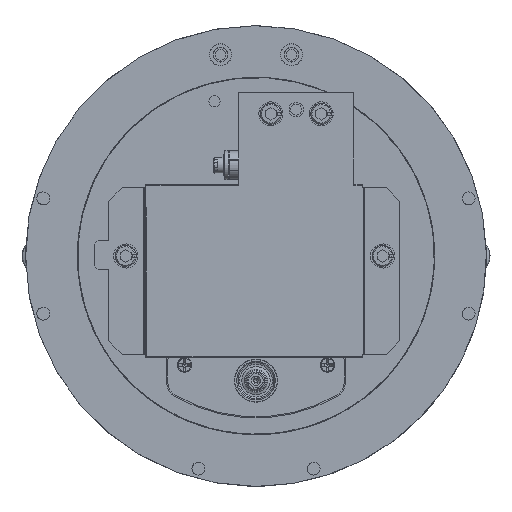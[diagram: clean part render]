
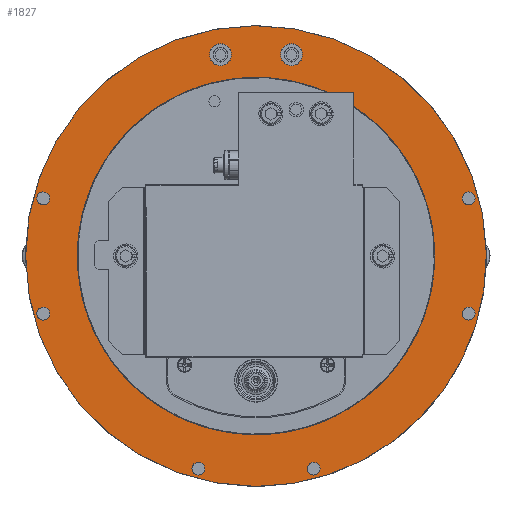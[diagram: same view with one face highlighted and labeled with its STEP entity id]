
A CAD part, left-side view. The second image highlights one B-rep face of the part: STEP entity #1827.
In plain terms, the highlighted face is planar.
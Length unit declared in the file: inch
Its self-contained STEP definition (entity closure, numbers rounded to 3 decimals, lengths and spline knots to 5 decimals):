
#657=LINE('',#32570,#1103);
#658=LINE('',#32572,#1104);
#1103=VECTOR('',#27697,1.);
#1104=VECTOR('',#27698,1.);
#1827=ADVANCED_FACE('F2',(#2382,#2383,#2384,#2385,#2386,#2387,#2388,#2389,
#2390,#2391),#2151,.T.);
#2151=PLANE('',#20840);
#2382=FACE_BOUND('',#2824,.T.);
#2383=FACE_BOUND('',#2825,.T.);
#2384=FACE_BOUND('',#2826,.T.);
#2385=FACE_BOUND('',#2827,.T.);
#2386=FACE_BOUND('',#2828,.T.);
#2387=FACE_BOUND('',#2829,.T.);
#2388=FACE_BOUND('',#2830,.T.);
#2389=FACE_BOUND('',#2831,.T.);
#2390=FACE_BOUND('',#2832,.T.);
#2391=FACE_BOUND('',#2833,.T.);
#2824=EDGE_LOOP('',(#3951,#3952,#3953));
#2825=EDGE_LOOP('',(#3954));
#2826=EDGE_LOOP('',(#3955));
#2827=EDGE_LOOP('',(#3956));
#2828=EDGE_LOOP('',(#3957));
#2829=EDGE_LOOP('',(#3958));
#2830=EDGE_LOOP('',(#3959));
#2831=EDGE_LOOP('',(#3960));
#2832=EDGE_LOOP('',(#3961));
#2833=EDGE_LOOP('',(#3962));
#3951=ORIENTED_EDGE('',*,*,#5850,.F.);
#3952=ORIENTED_EDGE('',*,*,#5851,.F.);
#3953=ORIENTED_EDGE('',*,*,#5842,.F.);
#3954=ORIENTED_EDGE('',*,*,#5852,.F.);
#3955=ORIENTED_EDGE('',*,*,#5853,.T.);
#3956=ORIENTED_EDGE('',*,*,#5854,.T.);
#3957=ORIENTED_EDGE('',*,*,#5855,.T.);
#3958=ORIENTED_EDGE('',*,*,#5856,.T.);
#3959=ORIENTED_EDGE('',*,*,#5857,.T.);
#3960=ORIENTED_EDGE('',*,*,#5858,.T.);
#3961=ORIENTED_EDGE('',*,*,#5859,.T.);
#3962=ORIENTED_EDGE('',*,*,#5860,.T.);
#5120=VERTEX_POINT('',#32546);
#5121=VERTEX_POINT('',#32547);
#5128=VERTEX_POINT('',#32571);
#5129=VERTEX_POINT('',#32574);
#5130=VERTEX_POINT('',#32576);
#5131=VERTEX_POINT('',#32578);
#5132=VERTEX_POINT('',#32580);
#5133=VERTEX_POINT('',#32582);
#5134=VERTEX_POINT('',#32584);
#5135=VERTEX_POINT('',#32586);
#5136=VERTEX_POINT('',#32588);
#5137=VERTEX_POINT('',#32590);
#5842=EDGE_CURVE('E7',#5121,#5120,#6377,.T.);
#5850=EDGE_CURVE('',#5128,#5121,#657,.T.);
#5851=EDGE_CURVE('',#5120,#5128,#658,.T.);
#5852=EDGE_CURVE('',#5129,#5129,#6378,.T.);
#5853=EDGE_CURVE('E13',#5130,#5130,#6379,.T.);
#5854=EDGE_CURVE('E12',#5131,#5131,#6380,.T.);
#5855=EDGE_CURVE('E11',#5132,#5132,#6381,.T.);
#5856=EDGE_CURVE('E10',#5133,#5133,#6382,.T.);
#5857=EDGE_CURVE('E9',#5134,#5134,#6383,.T.);
#5858=EDGE_CURVE('E8',#5135,#5135,#6384,.T.);
#5859=EDGE_CURVE('E6',#5136,#5136,#6385,.T.);
#5860=EDGE_CURVE('E5',#5137,#5137,#6386,.T.);
#6377=CIRCLE('',#20827,1.551);
#6378=CIRCLE('',#20831,2.);
#6379=CIRCLE('',#20832,0.056);
#6380=CIRCLE('',#20833,0.056);
#6381=CIRCLE('',#20834,0.056);
#6382=CIRCLE('',#20835,0.056);
#6383=CIRCLE('',#20836,0.056);
#6384=CIRCLE('',#20837,0.056);
#6385=CIRCLE('',#20838,0.0955);
#6386=CIRCLE('',#20839,0.0955);
#20827=AXIS2_PLACEMENT_3D('',#32548,#27685,#27686);
#20831=AXIS2_PLACEMENT_3D('',#32573,#27699,#27700);
#20832=AXIS2_PLACEMENT_3D('',#32575,#27701,#27702);
#20833=AXIS2_PLACEMENT_3D('',#32577,#27703,#27704);
#20834=AXIS2_PLACEMENT_3D('',#32579,#27705,#27706);
#20835=AXIS2_PLACEMENT_3D('',#32581,#27707,#27708);
#20836=AXIS2_PLACEMENT_3D('',#32583,#27709,#27710);
#20837=AXIS2_PLACEMENT_3D('',#32585,#27711,#27712);
#20838=AXIS2_PLACEMENT_3D('',#32587,#27713,#27714);
#20839=AXIS2_PLACEMENT_3D('',#32589,#27715,#27716);
#20840=AXIS2_PLACEMENT_3D('',#32591,#27717,#27718);
#27685=DIRECTION('',(0.,0.,1.));
#27686=DIRECTION('',(1.,0.,0.));
#27697=DIRECTION('',(0.,1.,0.));
#27698=DIRECTION('',(1.,0.,0.));
#27699=DIRECTION('',(0.,0.,-1.));
#27700=DIRECTION('',(-1.,0.,0.));
#27701=DIRECTION('',(0.,0.,-1.));
#27702=DIRECTION('',(-1.,0.,0.));
#27703=DIRECTION('',(0.,0.,-1.));
#27704=DIRECTION('',(-1.,0.,0.));
#27705=DIRECTION('',(0.,0.,-1.));
#27706=DIRECTION('',(-1.,0.,0.));
#27707=DIRECTION('',(0.,0.,-1.));
#27708=DIRECTION('',(-1.,0.,0.));
#27709=DIRECTION('',(0.,0.,-1.));
#27710=DIRECTION('',(-1.,0.,0.));
#27711=DIRECTION('',(0.,0.,-1.));
#27712=DIRECTION('',(-1.,0.,0.));
#27713=DIRECTION('',(0.,0.,-1.));
#27714=DIRECTION('',(-1.,0.,0.));
#27715=DIRECTION('',(0.,0.,-1.));
#27716=DIRECTION('',(-1.,0.,0.));
#27717=DIRECTION('',(0.,0.,1.));
#27718=DIRECTION('',(-1.,0.,0.));
#32546=CARTESIAN_POINT('',(1.298,-0.849,1.674));
#32547=CARTESIAN_POINT('',(1.421,-0.62158,1.674));
#32548=CARTESIAN_POINT('',(0.,0.,1.674));
#32570=CARTESIAN_POINT('',(1.421,-0.349,1.674));
#32571=CARTESIAN_POINT('',(1.421,-0.849,1.674));
#32572=CARTESIAN_POINT('',(1.015,-0.849,1.674));
#32573=CARTESIAN_POINT('',(0.,0.,1.674));
#32574=CARTESIAN_POINT('',(-2.,0.,1.674));
#32575=CARTESIAN_POINT('',(0.5,1.84598,1.674));
#32576=CARTESIAN_POINT('',(0.444,1.84598,1.674));
#32577=CARTESIAN_POINT('',(-0.5,1.84598,1.674));
#32578=CARTESIAN_POINT('',(-0.556,1.84598,1.674));
#32579=CARTESIAN_POINT('',(-1.84598,0.5,1.674));
#32580=CARTESIAN_POINT('',(-1.90198,0.5,1.674));
#32581=CARTESIAN_POINT('',(-1.84598,-0.5,1.674));
#32582=CARTESIAN_POINT('',(-1.90198,-0.5,1.674));
#32583=CARTESIAN_POINT('',(-0.5,-1.84598,1.674));
#32584=CARTESIAN_POINT('',(-0.556,-1.84598,1.674));
#32585=CARTESIAN_POINT('',(0.5,-1.84598,1.674));
#32586=CARTESIAN_POINT('',(0.444,-1.84598,1.674));
#32587=CARTESIAN_POINT('',(1.74803,0.30823,1.674));
#32588=CARTESIAN_POINT('',(1.65253,0.30823,1.674));
#32589=CARTESIAN_POINT('',(1.74803,-0.30823,1.674));
#32590=CARTESIAN_POINT('',(1.65253,-0.30823,1.674));
#32591=CARTESIAN_POINT('',(-2.2,-2.17744,1.674));
